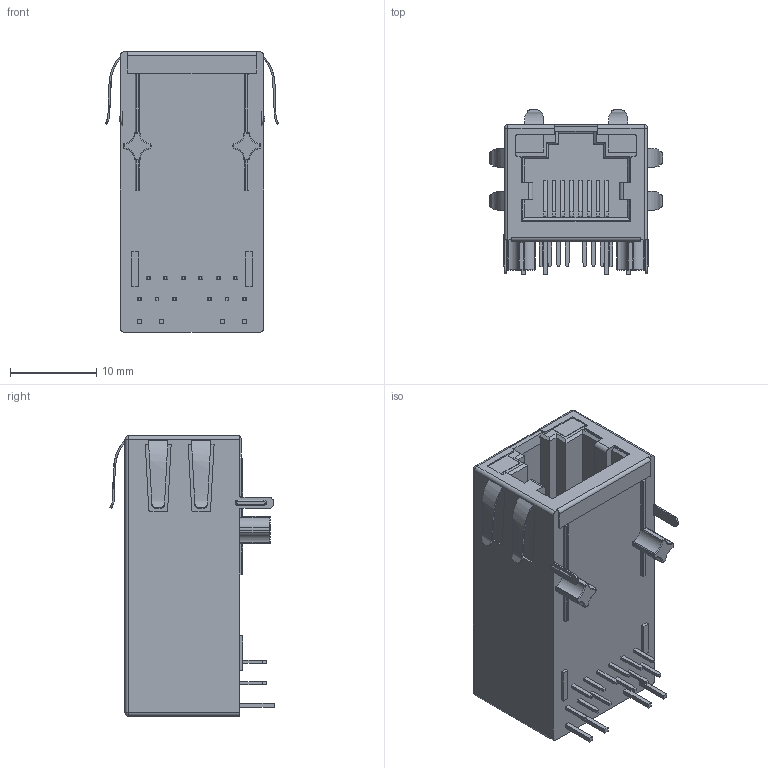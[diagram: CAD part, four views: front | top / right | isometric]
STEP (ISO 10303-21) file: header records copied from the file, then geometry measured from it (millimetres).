
FILE_DESCRIPTION (( 'STEP AP214' ), '1' );
FILE_NAME ('TMJK0036AINL.STEP', '2022-11-04T10:14:29', ( '' ), ( '' ), 'SwSTEP 2.0', 'SolidWorks 2022', '' );
FILE_SCHEMA (( 'AUTOMOTIVE_DESIGN' ));
Length unit declared in the file: millimetre
Products named in the file (1): TMJK0036AINL
Bounding box: 20.12 x 19.06 x 32.5 mm (x, y, z)
Volume: 6332 mm3; surface area: 3329.4 mm2
Topology: 1 solids, 1 shells, 823 faces, 2195 edges, 1426 vertices
Faces by surface type: plane 512, bspline 143, cylinder 132, sphere 20, torus 16
Entity records: 28463 total; most frequent: CARTESIAN_POINT 9112, ORIENTED_EDGE 4350, DIRECTION 3350, EDGE_CURVE 2175, VERTEX_POINT 1426, VECTOR 1400, LINE 1400, AXIS2_PLACEMENT_3D 975
